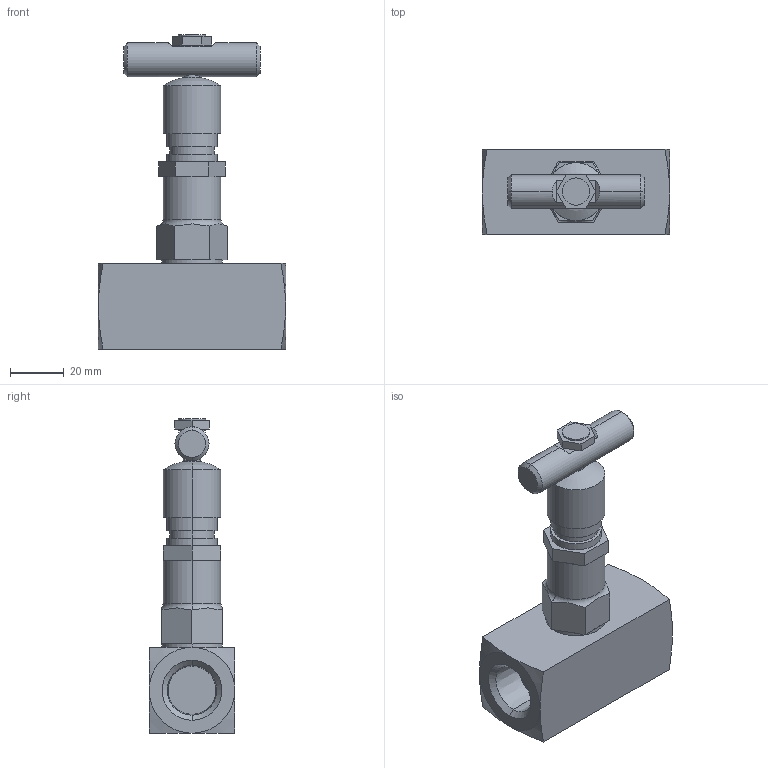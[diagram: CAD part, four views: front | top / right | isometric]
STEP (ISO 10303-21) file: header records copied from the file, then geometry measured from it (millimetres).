
FILE_DESCRIPTION(('starvars output'),'2;1');
FILE_NAME('cv20201204122134000041988.stp','12:21:34 2020/12/04',( 'Thomas Industrial Network Germany GmbH'),( 'Thomas Industrial Network Germany GmbH'),'unknown preprocess','ACIS' ,'unknown authorization');
FILE_SCHEMA(('AUTOMOTIVE_DESIGN_CC2 {UNKNOWN IMPLEMENTATION LEVEL}'));
Length unit declared in the file: millimetre
Products named in the file (1): PRODUCT_ID_1
Bounding box: 69.85 x 32 x 117.27 mm (x, y, z)
Volume: 95953.2 mm3; surface area: 19731.7 mm2
Topology: 1 solids, 1 shells, 97 faces, 217 edges, 131 vertices
Faces by surface type: plane 53, cone 20, cylinder 20, torus 2, sphere 2
Entity records: 3118 total; most frequent: CARTESIAN_POINT 489, ORIENTED_EDGE 434, DIRECTION 286, EDGE_CURVE 217, VERTEX_POINT 131, EDGE_LOOP 106, FACE_BOUND 106, AXIS2_PLACEMENT_3D 98
